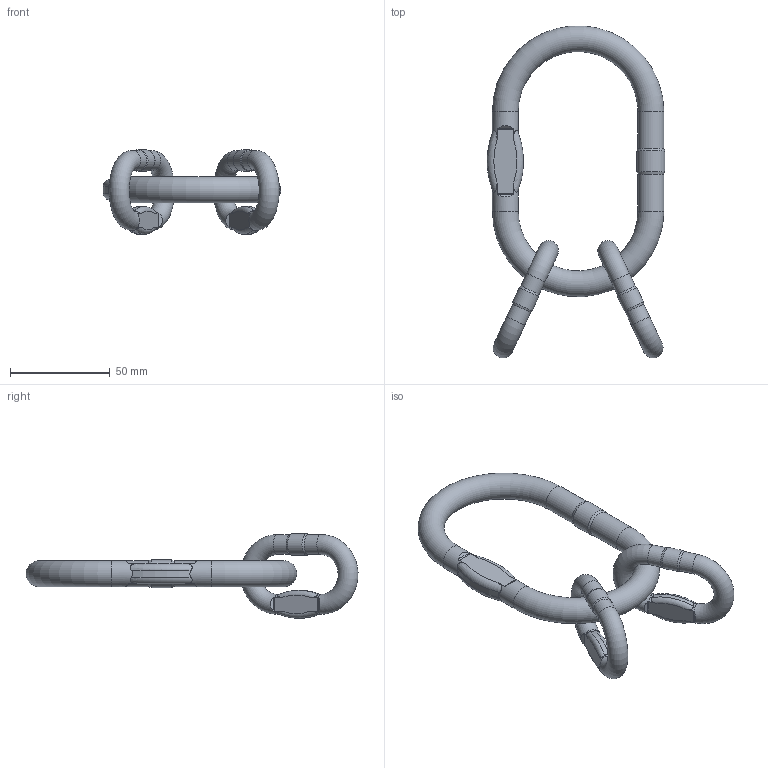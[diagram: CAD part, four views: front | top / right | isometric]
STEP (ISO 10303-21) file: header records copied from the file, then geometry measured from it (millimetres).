
FILE_DESCRIPTION(/* description */ (''),/* implementation_level */ '2;1');
FILE_NAME(/* name */ 'pewag_VW_5',/* time_stamp */ '2010-02-23T09:04:01+01:00',/* author */ (''),/* organization */ (''),/* preprocessor_version */ 'ST-DEVELOPER v9',/* originating_system */ 'UGS - NX 4.0',/* authorisation */ '');
FILE_SCHEMA (('AUTOMOTIVE_DESIGN { 1 0 10303 214 1 1 1 1 }'));
Length unit declared in the file: millimetre
Products named in the file (1): ritEE04a57r
Bounding box: 89.05 x 166.56 x 42.33 mm (x, y, z)
Volume: 67175.4 mm3; surface area: 22871.4 mm2
Topology: 3 solids, 3 shells, 79 faces, 227 edges, 148 vertices
Faces by surface type: cylinder 37, torus 18, plane 18, cone 6
Full cylindrical faces by diameter (mm): 10 x4, 10.75 x2, 13 x4, 13.975 x1
Entity records: 2900 total; most frequent: CARTESIAN_POINT 1032, ORIENTED_EDGE 400, DIRECTION 328, EDGE_CURVE 200, VERTEX_POINT 144, AXIS2_PLACEMENT_3D 140, EDGE_LOOP 102, B_SPLINE_CURVE_WITH_KNOTS 92
